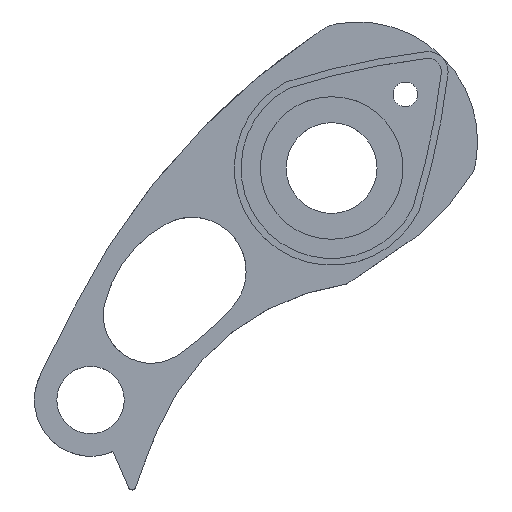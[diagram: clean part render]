
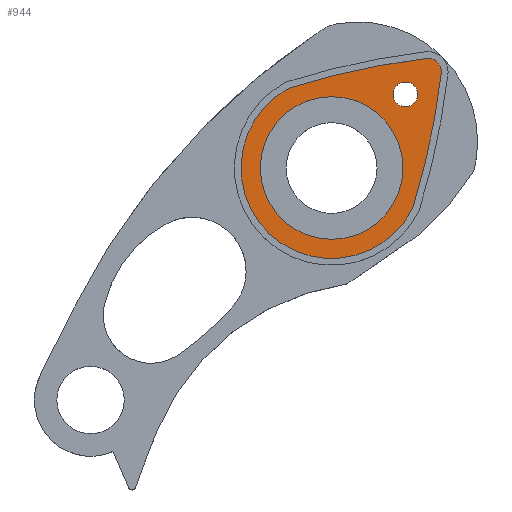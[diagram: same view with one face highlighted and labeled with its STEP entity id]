
A CAD part, top view. The second image highlights one B-rep face of the part: STEP entity #944.
In plain terms, the highlighted planar face has unit normal (0, 0, 1).
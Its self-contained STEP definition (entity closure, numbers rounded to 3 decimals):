
#3 = CIRCLE ( 'NONE', #682, 12.095 ) ;
#15 = EDGE_LOOP ( 'NONE', ( #627, #1464, #828, #200, #1684 ) ) ;
#41 = CARTESIAN_POINT ( 'NONE',  ( 24.882, -86.154, 15. ) ) ;
#57 = CARTESIAN_POINT ( 'NONE',  ( 10.863, -5.318, 15. ) ) ;
#77 = CARTESIAN_POINT ( 'NONE',  ( 0., 0., 15. ) ) ;
#98 = DIRECTION ( 'NONE',  ( 0., 0., 1. ) ) ;
#101 = CARTESIAN_POINT ( 'NONE',  ( -5.761, 10.635, 15. ) ) ;
#110 = EDGE_CURVE ( 'NONE', #440, #385, #1568, .T. ) ;
#111 = CARTESIAN_POINT ( 'NONE',  ( -86.27, 24.475, 15. ) ) ;
#196 = DIRECTION ( 'NONE',  ( 1., 0., 0. ) ) ;
#200 = ORIENTED_EDGE ( 'NONE', *, *, #973, .F. ) ;
#210 = EDGE_CURVE ( 'NONE', #1560, #1609, #858, .T. ) ;
#212 = AXIS2_PLACEMENT_3D ( 'NONE', #111, #989, #1853 ) ;
#274 = DIRECTION ( 'NONE',  ( 1., 0., 0. ) ) ;
#284 = EDGE_CURVE ( 'NONE', #1893, #1702, #1138, .T. ) ;
#320 = CIRCLE ( 'NONE', #588, 9.525 ) ;
#335 = AXIS2_PLACEMENT_3D ( 'NONE', #1698, #684, #1558 ) ;
#360 = DIRECTION ( 'NONE',  ( 0., 0., 1. ) ) ;
#385 = VERTEX_POINT ( 'NONE', #675 ) ;
#413 = CARTESIAN_POINT ( 'NONE',  ( 12.874, 12.866, 15. ) ) ;
#440 = VERTEX_POINT ( 'NONE', #1540 ) ;
#463 = EDGE_CURVE ( 'NONE', #642, #1855, #3, .T. ) ;
#500 = AXIS2_PLACEMENT_3D ( 'NONE', #996, #98, #807 ) ;
#545 = EDGE_LOOP ( 'NONE', ( #1379, #1621 ) ) ;
#588 = AXIS2_PLACEMENT_3D ( 'NONE', #1237, #360, #1383 ) ;
#597 = CARTESIAN_POINT ( 'NONE',  ( 8.202, 9.832, 15. ) ) ;
#627 = ORIENTED_EDGE ( 'NONE', *, *, #463, .F. ) ;
#640 = VERTEX_POINT ( 'NONE', #1506 ) ;
#642 = VERTEX_POINT ( 'NONE', #57 ) ;
#675 = CARTESIAN_POINT ( 'NONE',  ( -9.525, 0., 15. ) ) ;
#682 = AXIS2_PLACEMENT_3D ( 'NONE', #77, #951, #1821 ) ;
#684 = DIRECTION ( 'NONE',  ( 0., 0., 1. ) ) ;
#694 = CARTESIAN_POINT ( 'NONE',  ( 0., 0., 15. ) ) ;
#754 = ORIENTED_EDGE ( 'NONE', *, *, #1755, .F. ) ;
#784 = DIRECTION ( 'NONE',  ( 0., 0., -1. ) ) ;
#791 = EDGE_CURVE ( 'NONE', #1702, #642, #1447, .T. ) ;
#807 = DIRECTION ( 'NONE',  ( 1., 0., 0. ) ) ;
#828 = ORIENTED_EDGE ( 'NONE', *, *, #284, .F. ) ;
#834 = AXIS2_PLACEMENT_3D ( 'NONE', #1238, #1246, #1087 ) ;
#843 = DIRECTION ( 'NONE',  ( 1., 0., 0. ) ) ;
#858 = CIRCLE ( 'NONE', #500, 1.65 ) ;
#944 = ADVANCED_FACE ( 'NONE', ( #1885, #1309, #1646 ), #1385, .T. ) ;
#951 = DIRECTION ( 'NONE',  ( 0., 0., -1. ) ) ;
#973 = EDGE_CURVE ( 'NONE', #640, #1893, #1088, .T. ) ;
#989 = DIRECTION ( 'NONE',  ( 0., 0., -1. ) ) ;
#996 = CARTESIAN_POINT ( 'NONE',  ( 9.852, 9.832, 15. ) ) ;
#998 = ORIENTED_EDGE ( 'NONE', *, *, #110, .F. ) ;
#1069 = DIRECTION ( 'NONE',  ( 0., 0., -1. ) ) ;
#1087 = DIRECTION ( 'NONE',  ( 1., 0., 0. ) ) ;
#1088 = CIRCLE ( 'NONE', #1293, 1.778 ) ;
#1138 = CIRCLE ( 'NONE', #1783, 1.778 ) ;
#1237 = CARTESIAN_POINT ( 'NONE',  ( 0., 0., 15. ) ) ;
#1238 = CARTESIAN_POINT ( 'NONE',  ( 0., 0., 15. ) ) ;
#1246 = DIRECTION ( 'NONE',  ( 0., 0., 1. ) ) ;
#1293 = AXIS2_PLACEMENT_3D ( 'NONE', #1796, #784, #1652 ) ;
#1294 = DIRECTION ( 'NONE',  ( 0., 0., -1. ) ) ;
#1309 = FACE_BOUND ( 'NONE', #545, .T. ) ;
#1317 = EDGE_CURVE ( 'NONE', #1609, #1560, #1552, .T. ) ;
#1329 = AXIS2_PLACEMENT_3D ( 'NONE', #694, #1709, #843 ) ;
#1374 = AXIS2_PLACEMENT_3D ( 'NONE', #41, #1069, #196 ) ;
#1379 = ORIENTED_EDGE ( 'NONE', *, *, #1317, .F. ) ;
#1383 = DIRECTION ( 'NONE',  ( 1., 0., 0. ) ) ;
#1385 = PLANE ( 'NONE',  #834 ) ;
#1447 = CIRCLE ( 'NONE', #212, 101.6 ) ;
#1464 = ORIENTED_EDGE ( 'NONE', *, *, #791, .F. ) ;
#1468 = CARTESIAN_POINT ( 'NONE',  ( 11.502, 9.832, 15. ) ) ;
#1506 = CARTESIAN_POINT ( 'NONE',  ( 12.66, 14.631, 15. ) ) ;
#1508 = CARTESIAN_POINT ( 'NONE',  ( 14.64, 12.66, 15. ) ) ;
#1528 = CIRCLE ( 'NONE', #1374, 101.524 ) ;
#1540 = CARTESIAN_POINT ( 'NONE',  ( 9.525, 0., 15. ) ) ;
#1552 = CIRCLE ( 'NONE', #335, 1.65 ) ;
#1558 = DIRECTION ( 'NONE',  ( 1., 0., 0. ) ) ;
#1560 = VERTEX_POINT ( 'NONE', #1468 ) ;
#1568 = CIRCLE ( 'NONE', #1329, 9.525 ) ;
#1609 = VERTEX_POINT ( 'NONE', #597 ) ;
#1621 = ORIENTED_EDGE ( 'NONE', *, *, #210, .F. ) ;
#1646 = FACE_OUTER_BOUND ( 'NONE', #15, .T. ) ;
#1652 = DIRECTION ( 'NONE',  ( 1., 0., 0. ) ) ;
#1681 = EDGE_LOOP ( 'NONE', ( #998, #754 ) ) ;
#1682 = EDGE_CURVE ( 'NONE', #1855, #640, #1528, .T. ) ;
#1684 = ORIENTED_EDGE ( 'NONE', *, *, #1682, .F. ) ;
#1698 = CARTESIAN_POINT ( 'NONE',  ( 9.852, 9.832, 15. ) ) ;
#1702 = VERTEX_POINT ( 'NONE', #1508 ) ;
#1709 = DIRECTION ( 'NONE',  ( 0., 0., 1. ) ) ;
#1755 = EDGE_CURVE ( 'NONE', #385, #440, #320, .T. ) ;
#1783 = AXIS2_PLACEMENT_3D ( 'NONE', #413, #1294, #274 ) ;
#1796 = CARTESIAN_POINT ( 'NONE',  ( 12.874, 12.866, 15. ) ) ;
#1821 = DIRECTION ( 'NONE',  ( 1., 0., 0. ) ) ;
#1851 = CARTESIAN_POINT ( 'NONE',  ( 14.652, 12.866, 15. ) ) ;
#1853 = DIRECTION ( 'NONE',  ( 1., 0., 0. ) ) ;
#1855 = VERTEX_POINT ( 'NONE', #101 ) ;
#1885 = FACE_BOUND ( 'NONE', #1681, .T. ) ;
#1893 = VERTEX_POINT ( 'NONE', #1851 ) ;
